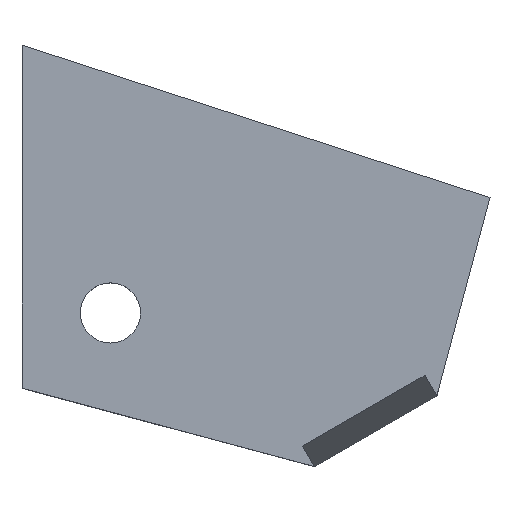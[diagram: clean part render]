
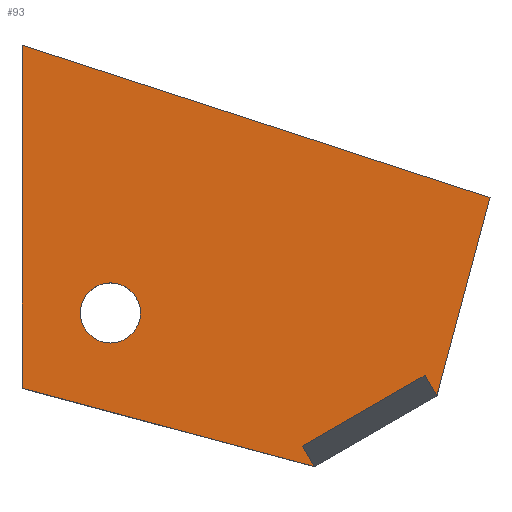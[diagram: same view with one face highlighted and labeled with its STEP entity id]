
A CAD part, top view. The second image highlights one B-rep face of the part: STEP entity #93.
In plain terms, the highlighted planar face has unit normal (0, 0, 1).
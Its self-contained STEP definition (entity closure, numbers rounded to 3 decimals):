
#6 = AXIS2_PLACEMENT_3D ( 'NONE', #384, #346, #511 ) ;
#9 = VERTEX_POINT ( 'NONE', #241 ) ;
#10 = DIRECTION ( 'NONE',  ( 1., 0., 0. ) ) ;
#15 = CARTESIAN_POINT ( 'NONE',  ( -19.598, 46.313, 5. ) ) ;
#23 = EDGE_CURVE ( 'NONE', #339, #273, #25, .T. ) ;
#25 = LINE ( 'NONE', #191, #153 ) ;
#26 = LINE ( 'NONE', #442, #143 ) ;
#38 = EDGE_LOOP ( 'NONE', ( #366, #448 ) ) ;
#45 = VECTOR ( 'NONE', #192, 1000. ) ;
#53 = ORIENTED_EDGE ( 'NONE', *, *, #23, .F. ) ;
#65 = ORIENTED_EDGE ( 'NONE', *, *, #455, .T. ) ;
#93 = ADVANCED_FACE ( 'NONE', ( #404, #395 ), #293, .F. ) ;
#97 = VECTOR ( 'NONE', #263, 1000. ) ;
#98 = VECTOR ( 'NONE', #392, 1000. ) ;
#106 = CARTESIAN_POINT ( 'NONE',  ( -10.663, 43.41, 5. ) ) ;
#107 = DIRECTION ( 'NONE',  ( -1., 0., 0. ) ) ;
#133 = LINE ( 'NONE', #270, #206 ) ;
#137 = CARTESIAN_POINT ( 'NONE',  ( -19.595, 46.323, 5. ) ) ;
#143 = VECTOR ( 'NONE', #358, 1000. ) ;
#145 = CARTESIAN_POINT ( 'NONE',  ( -22.464, 30.909, 5. ) ) ;
#153 = VECTOR ( 'NONE', #243, 1000. ) ;
#167 = LINE ( 'NONE', #335, #97 ) ;
#191 = CARTESIAN_POINT ( 'NONE',  ( -10.66, 43.419, 5. ) ) ;
#192 = DIRECTION ( 'NONE',  ( 0.5, -0.866, 0. ) ) ;
#193 = CARTESIAN_POINT ( 'NONE',  ( -12.938, 36.409, 5. ) ) ;
#195 = VERTEX_POINT ( 'NONE', #214 ) ;
#206 = VECTOR ( 'NONE', #276, 1000. ) ;
#209 = EDGE_CURVE ( 'NONE', #253, #397, #167, .T. ) ;
#214 = CARTESIAN_POINT ( 'NONE',  ( -21.634, 29.471, 5. ) ) ;
#221 = DIRECTION ( 'NONE',  ( -0.259, -0.966, 0. ) ) ;
#222 = ORIENTED_EDGE ( 'NONE', *, *, #513, .T. ) ;
#230 = EDGE_CURVE ( 'NONE', #498, #195, #304, .T. ) ;
#231 = VERTEX_POINT ( 'NONE', #419 ) ;
#235 = CARTESIAN_POINT ( 'NONE',  ( -15.536, 34.909, 5. ) ) ;
#241 = CARTESIAN_POINT ( 'NONE',  ( -34.2, 37., 5. ) ) ;
#243 = DIRECTION ( 'NONE',  ( 0.951, -0.309, 0. ) ) ;
#253 = VERTEX_POINT ( 'NONE', #278 ) ;
#257 = CIRCLE ( 'NONE', #324, 1.7 ) ;
#263 = DIRECTION ( 'NONE',  ( 0.966, -0.259, 0. ) ) ;
#270 = CARTESIAN_POINT ( 'NONE',  ( -37.5, 36.409, 5. ) ) ;
#273 = VERTEX_POINT ( 'NONE', #428 ) ;
#274 = AXIS2_PLACEMENT_3D ( 'NONE', #193, #491, #107 ) ;
#275 = CIRCLE ( 'NONE', #6, 1.7 ) ;
#276 = DIRECTION ( 'NONE',  ( 0., 1., 0. ) ) ;
#278 = CARTESIAN_POINT ( 'NONE',  ( -37.5, 32.742, 5. ) ) ;
#283 = EDGE_CURVE ( 'NONE', #273, #409, #467, .T. ) ;
#292 = CARTESIAN_POINT ( 'NONE',  ( -14.706, 33.471, 5. ) ) ;
#293 = PLANE ( 'NONE',  #274 ) ;
#301 = EDGE_CURVE ( 'NONE', #231, #9, #257, .T. ) ;
#304 = LINE ( 'NONE', #463, #360 ) ;
#308 = DIRECTION ( 'NONE',  ( 0., 0., -1. ) ) ;
#313 = CARTESIAN_POINT ( 'NONE',  ( -37.5, 52.14, 5. ) ) ;
#324 = AXIS2_PLACEMENT_3D ( 'NONE', #514, #308, #10 ) ;
#328 = ORIENTED_EDGE ( 'NONE', *, *, #523, .T. ) ;
#332 = ORIENTED_EDGE ( 'NONE', *, *, #283, .F. ) ;
#334 = EDGE_CURVE ( 'NONE', #253, #339, #133, .T. ) ;
#335 = CARTESIAN_POINT ( 'NONE',  ( -20.964, 28.311, 5. ) ) ;
#339 = VERTEX_POINT ( 'NONE', #313 ) ;
#346 = DIRECTION ( 'NONE',  ( 0., 0., -1. ) ) ;
#350 = EDGE_LOOP ( 'NONE', ( #328, #222, #332, #53, #445, #415, #387, #470, #65 ) ) ;
#351 = VECTOR ( 'NONE', #221, 1000. ) ;
#353 = CARTESIAN_POINT ( 'NONE',  ( -11.03, 43.529, 5. ) ) ;
#358 = DIRECTION ( 'NONE',  ( 0.259, 0.966, 0. ) ) ;
#360 = VECTOR ( 'NONE', #369, 1000. ) ;
#366 = ORIENTED_EDGE ( 'NONE', *, *, #406, .T. ) ;
#369 = DIRECTION ( 'NONE',  ( -0.866, -0.5, 0. ) ) ;
#384 = CARTESIAN_POINT ( 'NONE',  ( -32.5, 37., 5. ) ) ;
#387 = ORIENTED_EDGE ( 'NONE', *, *, #466, .F. ) ;
#392 = DIRECTION ( 'NONE',  ( -0.951, 0.309, 0. ) ) ;
#395 = FACE_BOUND ( 'NONE', #38, .T. ) ;
#397 = VERTEX_POINT ( 'NONE', #431 ) ;
#404 = FACE_OUTER_BOUND ( 'NONE', #350, .T. ) ;
#406 = EDGE_CURVE ( 'NONE', #9, #231, #275, .T. ) ;
#409 = VERTEX_POINT ( 'NONE', #15 ) ;
#415 = ORIENTED_EDGE ( 'NONE', *, *, #209, .T. ) ;
#419 = CARTESIAN_POINT ( 'NONE',  ( -30.8, 37., 5. ) ) ;
#427 = VERTEX_POINT ( 'NONE', #353 ) ;
#428 = CARTESIAN_POINT ( 'NONE',  ( -19.595, 46.323, 5. ) ) ;
#431 = CARTESIAN_POINT ( 'NONE',  ( -20.964, 28.311, 5. ) ) ;
#433 = LINE ( 'NONE', #106, #98 ) ;
#442 = CARTESIAN_POINT ( 'NONE',  ( -14.036, 32.311, 5. ) ) ;
#445 = ORIENTED_EDGE ( 'NONE', *, *, #334, .F. ) ;
#448 = ORIENTED_EDGE ( 'NONE', *, *, #301, .T. ) ;
#455 = EDGE_CURVE ( 'NONE', #498, #531, #480, .T. ) ;
#458 = VECTOR ( 'NONE', #487, 1000. ) ;
#463 = CARTESIAN_POINT ( 'NONE',  ( -12.108, 34.971, 5. ) ) ;
#466 = EDGE_CURVE ( 'NONE', #195, #397, #477, .T. ) ;
#467 = LINE ( 'NONE', #137, #351 ) ;
#470 = ORIENTED_EDGE ( 'NONE', *, *, #230, .F. ) ;
#477 = LINE ( 'NONE', #145, #458 ) ;
#480 = LINE ( 'NONE', #235, #45 ) ;
#484 = CARTESIAN_POINT ( 'NONE',  ( -14.036, 32.311, 5. ) ) ;
#487 = DIRECTION ( 'NONE',  ( 0.5, -0.866, 0. ) ) ;
#491 = DIRECTION ( 'NONE',  ( 0., 0., -1. ) ) ;
#498 = VERTEX_POINT ( 'NONE', #292 ) ;
#511 = DIRECTION ( 'NONE',  ( 1., 0., 0. ) ) ;
#513 = EDGE_CURVE ( 'NONE', #427, #409, #433, .T. ) ;
#514 = CARTESIAN_POINT ( 'NONE',  ( -32.5, 37., 5. ) ) ;
#523 = EDGE_CURVE ( 'NONE', #531, #427, #26, .T. ) ;
#531 = VERTEX_POINT ( 'NONE', #484 ) ;
